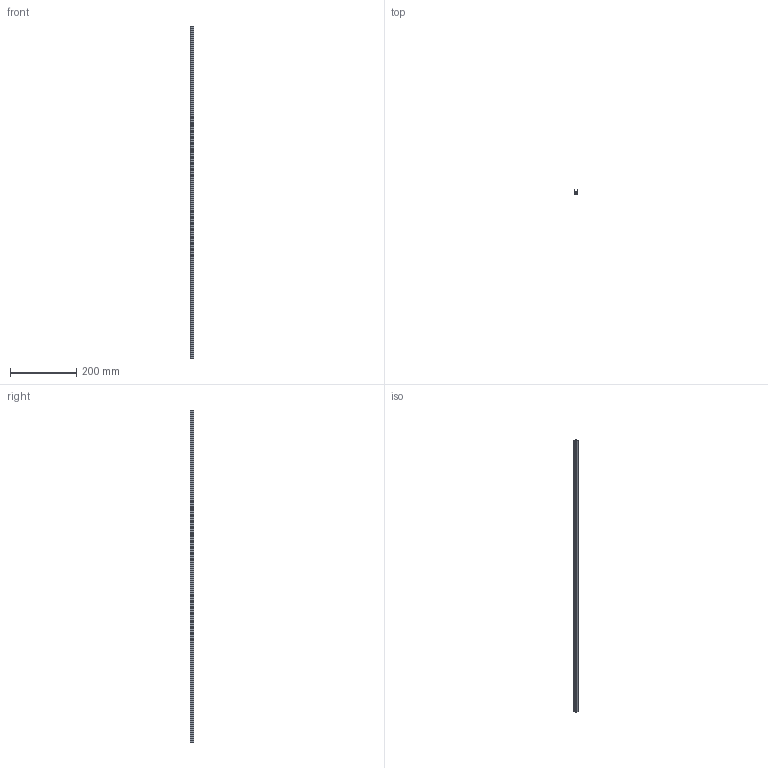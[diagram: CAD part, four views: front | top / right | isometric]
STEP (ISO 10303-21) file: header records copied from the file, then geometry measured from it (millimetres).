
FILE_DESCRIPTION(/* description */ (''),/* implementation_level */ '2;1');
FILE_NAME(/* name */ '10154_KriTec_Abdeck_und_Einfassprofil_8_alu_silber.stp',/* time_stamp */ '2016-05-17T16:24:29+02:00',/* author */ ('Steiner'),/* organization */ (''),/* preprocessor_version */ 'ST-DEVELOPER v16.1',/* originating_system */ 'Autodesk Inventor 2016',/* authorisation */ '');
FILE_SCHEMA (('AUTOMOTIVE_DESIGN { 1 0 10303 214 3 1 1 }'));
Length unit declared in the file: millimetre
Products named in the file (1): 10154_KriTec_Abdeck_und_Einfassprofil_8_alu_silber
Bounding box: 9.4 x 10.95 x 1000 mm (x, y, z)
Volume: 25227.3 mm3; surface area: 70172.2 mm2
Topology: 1 solids, 1 shells, 44 faces, 126 edges, 84 vertices
Faces by surface type: cylinder 22, plane 22
Entity records: 1478 total; most frequent: DIRECTION 260, CARTESIAN_POINT 255, ORIENTED_EDGE 252, EDGE_CURVE 126, AXIS2_PLACEMENT_3D 89, VERTEX_POINT 84, LINE 82, VECTOR 82
